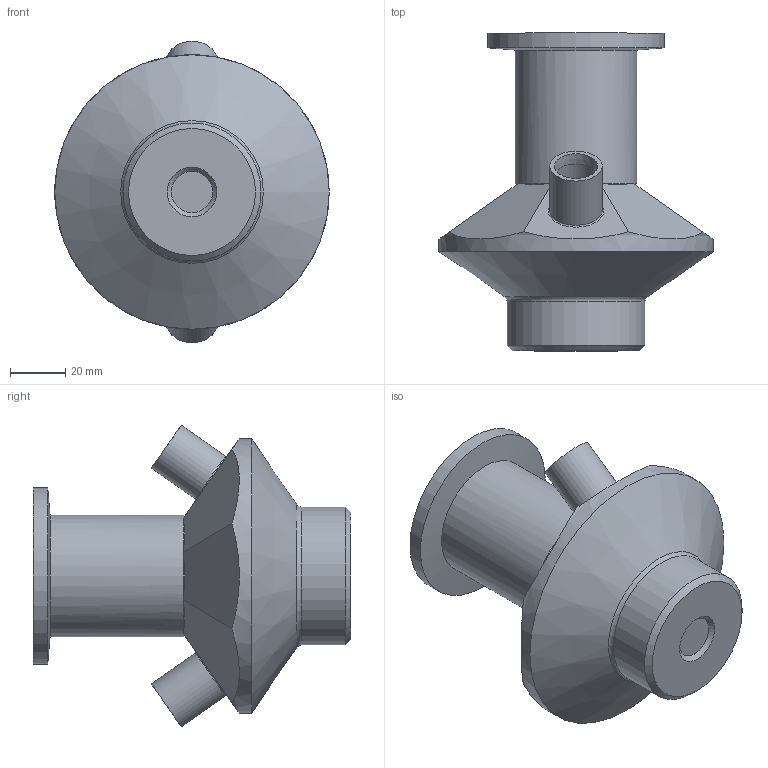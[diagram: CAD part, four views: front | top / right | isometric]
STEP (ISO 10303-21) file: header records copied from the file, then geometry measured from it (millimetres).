
FILE_DESCRIPTION(/* description */ ('This is a sample STEP configuration'),/* implementation_level */ '2;1');
FILE_NAME(/* name */ '860007.stp',/* time_stamp */ '2020-07-03T10:42:47+02:00',/* author */ ('powerJobs'),/* organization */ ('coolOrange'),/* preprocessor_version */ 'ST-DEVELOPER v18',/* originating_system */ 'Autodesk Inventor 2020',/* authorisation */ '');
FILE_SCHEMA (('AUTOMOTIVE_DESIGN { 1 0 10303 214 3 1 1 }'));
Length unit declared in the file: millimetre
Products named in the file (1): 860007
Bounding box: 99.5 x 115.2 x 109.27 mm (x, y, z)
Volume: 314059.3 mm3; surface area: 42545.5 mm2
Topology: 1 solids, 2 shells, 58 faces, 147 edges, 99 vertices
Faces by surface type: plane 24, cylinder 15, cone 15, torus 4
Full cylindrical faces by diameter (mm): 15 x3, 19 x2, 34 x1, 38 x1, 39 x1, 44 x1, 50 x1, 60 x1, 64 x1, 99.5 x1
Entity records: 2057 total; most frequent: CARTESIAN_POINT 453, DIRECTION 352, ORIENTED_EDGE 294, AXIS2_PLACEMENT_3D 154, EDGE_CURVE 147, VERTEX_POINT 99, CIRCLE 78, EDGE_LOOP 66
